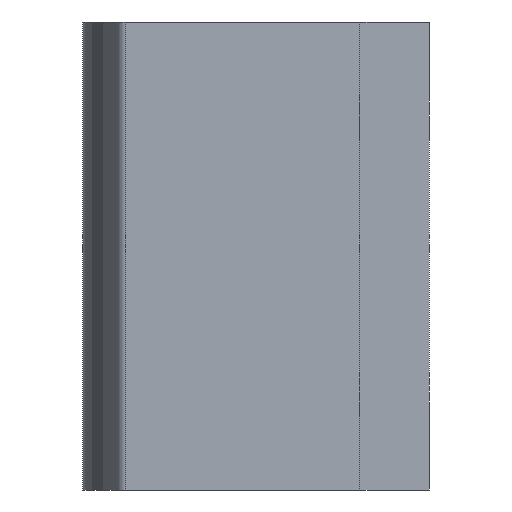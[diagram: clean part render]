
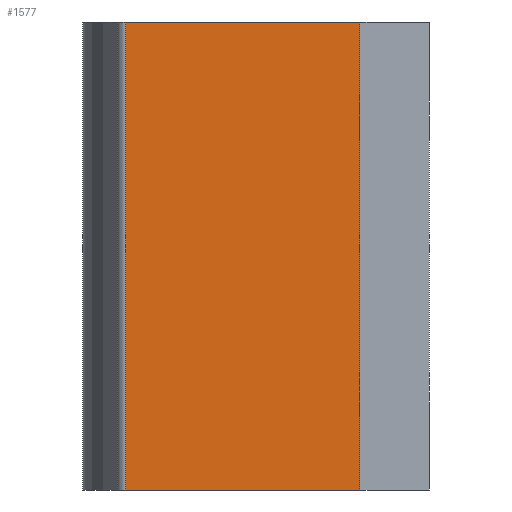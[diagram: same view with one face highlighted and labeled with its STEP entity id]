
A CAD part, left-side view. The second image highlights one B-rep face of the part: STEP entity #1577.
In plain terms, the highlighted planar face has unit normal (-1, 0, 0).
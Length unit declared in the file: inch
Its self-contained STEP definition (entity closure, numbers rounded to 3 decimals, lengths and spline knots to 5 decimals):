
#29 = VECTOR ( 'NONE', #2082, 39.37008 ) ;
#104 = VERTEX_POINT ( 'NONE', #377 ) ;
#132 = DIRECTION ( 'NONE',  ( 0., 1., 0. ) ) ;
#141 = VERTEX_POINT ( 'NONE', #810 ) ;
#358 = EDGE_CURVE ( 'NONE', #3413, #141, #3283, .T. ) ;
#377 = CARTESIAN_POINT ( 'NONE',  ( -0.6875, 0.408, -0.844 ) ) ;
#379 = EDGE_CURVE ( 'NONE', #3498, #104, #4829, .T. ) ;
#445 = CARTESIAN_POINT ( 'NONE',  ( -0.6875, -0.437, -0.844 ) ) ;
#723 = EDGE_CURVE ( 'NONE', #3498, #3413, #4990, .T. ) ;
#810 = CARTESIAN_POINT ( 'NONE',  ( -0.6875, 0.408, 0.844 ) ) ;
#971 = ORIENTED_EDGE ( 'NONE', *, *, #379, .F. ) ;
#1243 = ORIENTED_EDGE ( 'NONE', *, *, #358, .T. ) ;
#1277 = CARTESIAN_POINT ( 'NONE',  ( -0.6875, 0., 0.844 ) ) ;
#1292 = LINE ( 'NONE', #3314, #3573 ) ;
#1300 = FACE_OUTER_BOUND ( 'NONE', #2524, .T. ) ;
#1389 = DIRECTION ( 'NONE',  ( 0., 0., -1. ) ) ;
#1428 = CARTESIAN_POINT ( 'NONE',  ( -0.6875, -0.437, 0.844 ) ) ;
#1577 = ADVANCED_FACE ( 'NONE', ( #1300 ), #1701, .F. ) ;
#1701 = PLANE ( 'NONE',  #1851 ) ;
#1851 = AXIS2_PLACEMENT_3D ( 'NONE', #4001, #2405, #4353 ) ;
#2082 = DIRECTION ( 'NONE',  ( 0., 1., 0. ) ) ;
#2365 = VECTOR ( 'NONE', #132, 39.37008 ) ;
#2405 = DIRECTION ( 'NONE',  ( 1., 0., 0. ) ) ;
#2524 = EDGE_LOOP ( 'NONE', ( #1243, #4977, #971, #3974 ) ) ;
#2972 = VECTOR ( 'NONE', #3110, 39.37008 ) ;
#3110 = DIRECTION ( 'NONE',  ( 0., 0., 1. ) ) ;
#3283 = LINE ( 'NONE', #1277, #29 ) ;
#3314 = CARTESIAN_POINT ( 'NONE',  ( -0.6875, 0.408, -0.844 ) ) ;
#3413 = VERTEX_POINT ( 'NONE', #1428 ) ;
#3498 = VERTEX_POINT ( 'NONE', #445 ) ;
#3573 = VECTOR ( 'NONE', #1389, 39.37008 ) ;
#3932 = CARTESIAN_POINT ( 'NONE',  ( -0.6875, -0.437, -1.25698 ) ) ;
#3974 = ORIENTED_EDGE ( 'NONE', *, *, #723, .T. ) ;
#4001 = CARTESIAN_POINT ( 'NONE',  ( -0.6875, 0., -0.844 ) ) ;
#4342 = EDGE_CURVE ( 'NONE', #141, #104, #1292, .T. ) ;
#4353 = DIRECTION ( 'NONE',  ( 0., 0., -1. ) ) ;
#4430 = CARTESIAN_POINT ( 'NONE',  ( -0.6875, 0., -0.844 ) ) ;
#4829 = LINE ( 'NONE', #4430, #2365 ) ;
#4977 = ORIENTED_EDGE ( 'NONE', *, *, #4342, .T. ) ;
#4990 = LINE ( 'NONE', #3932, #2972 ) ;
